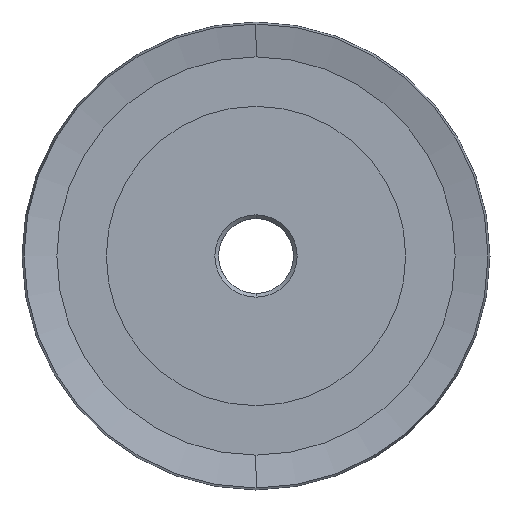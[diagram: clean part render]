
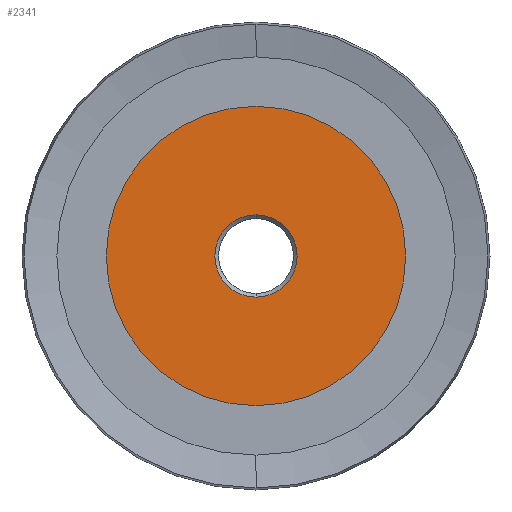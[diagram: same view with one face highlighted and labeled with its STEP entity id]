
A CAD part, left-side view. The second image highlights one B-rep face of the part: STEP entity #2341.
In plain terms, the highlighted planar face has unit normal (-1, 0, 0).
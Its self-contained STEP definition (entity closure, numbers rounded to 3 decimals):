
#245 = AXIS2_PLACEMENT_3D ( 'NONE', #5177, #6680, #2237 ) ;
#674 = VERTEX_POINT ( 'NONE', #1796 ) ;
#681 = DIRECTION ( 'NONE',  ( -1., 0., 0. ) ) ;
#1576 = CARTESIAN_POINT ( 'NONE',  ( 0., 0., 0. ) ) ;
#1657 = ORIENTED_EDGE ( 'NONE', *, *, #5936, .T. ) ;
#1748 = AXIS2_PLACEMENT_3D ( 'NONE', #8434, #4003, #9187 ) ;
#1796 = CARTESIAN_POINT ( 'NONE',  ( 0., 0., -3.493 ) ) ;
#2023 = VERTEX_POINT ( 'NONE', #2430 ) ;
#2089 = EDGE_LOOP ( 'NONE', ( #2387, #6437 ) ) ;
#2237 = DIRECTION ( 'NONE',  ( 0., 0., 1. ) ) ;
#2310 = DIRECTION ( 'NONE',  ( 0., 0., 1. ) ) ;
#2341 = ADVANCED_FACE ( 'NONE', ( #6489, #6025 ), #5939, .T. ) ;
#2387 = ORIENTED_EDGE ( 'NONE', *, *, #9084, .T. ) ;
#2430 = CARTESIAN_POINT ( 'NONE',  ( 0., 0., 3.493 ) ) ;
#3235 = CIRCLE ( 'NONE', #5741, 12.7 ) ;
#3318 = ORIENTED_EDGE ( 'NONE', *, *, #7113, .T. ) ;
#3427 = DIRECTION ( 'NONE',  ( 1., 0., 0. ) ) ;
#3959 = AXIS2_PLACEMENT_3D ( 'NONE', #7877, #3427, #8621 ) ;
#4003 = DIRECTION ( 'NONE',  ( 1., 0., 0. ) ) ;
#4065 = AXIS2_PLACEMENT_3D ( 'NONE', #1576, #6752, #2310 ) ;
#4284 = CARTESIAN_POINT ( 'NONE',  ( 0., 0., -12.7 ) ) ;
#4490 = EDGE_CURVE ( 'NONE', #8561, #6045, #7427, .T. ) ;
#5072 = CARTESIAN_POINT ( 'NONE',  ( 0., 0., 0. ) ) ;
#5177 = CARTESIAN_POINT ( 'NONE',  ( 0., 0., 0. ) ) ;
#5741 = AXIS2_PLACEMENT_3D ( 'NONE', #5072, #681, #5832 ) ;
#5786 = CIRCLE ( 'NONE', #3959, 3.493 ) ;
#5832 = DIRECTION ( 'NONE',  ( 0., 0., 1. ) ) ;
#5936 = EDGE_CURVE ( 'NONE', #2023, #674, #5786, .T. ) ;
#5939 = PLANE ( 'NONE',  #245 ) ;
#6025 = FACE_OUTER_BOUND ( 'NONE', #2089, .T. ) ;
#6045 = VERTEX_POINT ( 'NONE', #4284 ) ;
#6437 = ORIENTED_EDGE ( 'NONE', *, *, #4490, .T. ) ;
#6489 = FACE_BOUND ( 'NONE', #8738, .T. ) ;
#6680 = DIRECTION ( 'NONE',  ( -1., 0., 0. ) ) ;
#6752 = DIRECTION ( 'NONE',  ( -1., 0., 0. ) ) ;
#6757 = CARTESIAN_POINT ( 'NONE',  ( 0., 0., 12.7 ) ) ;
#7113 = EDGE_CURVE ( 'NONE', #674, #2023, #9493, .T. ) ;
#7427 = CIRCLE ( 'NONE', #4065, 12.7 ) ;
#7877 = CARTESIAN_POINT ( 'NONE',  ( 0., 0., 0. ) ) ;
#8434 = CARTESIAN_POINT ( 'NONE',  ( 0., 0., 0. ) ) ;
#8561 = VERTEX_POINT ( 'NONE', #6757 ) ;
#8621 = DIRECTION ( 'NONE',  ( 0., 0., 1. ) ) ;
#8738 = EDGE_LOOP ( 'NONE', ( #1657, #3318 ) ) ;
#9084 = EDGE_CURVE ( 'NONE', #6045, #8561, #3235, .T. ) ;
#9187 = DIRECTION ( 'NONE',  ( 0., 0., 1. ) ) ;
#9493 = CIRCLE ( 'NONE', #1748, 3.493 ) ;
